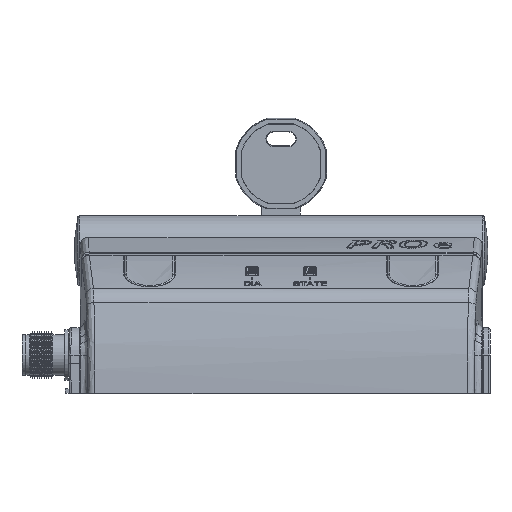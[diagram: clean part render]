
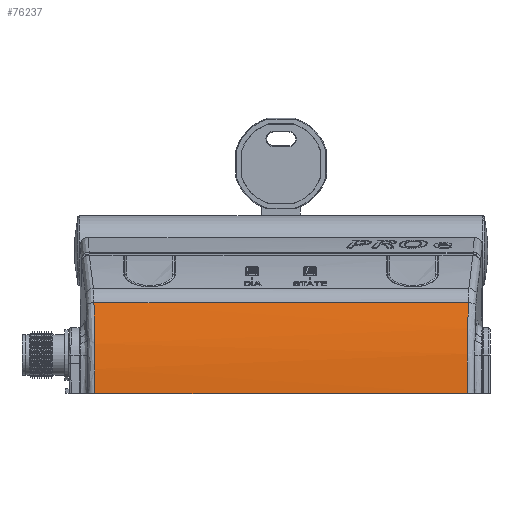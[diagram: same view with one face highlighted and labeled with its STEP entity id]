
A CAD part, left-side view. The second image highlights one B-rep face of the part: STEP entity #76237.
In plain terms, the highlighted cylindrical face has radius 86.5 mm (diameter 173 mm), a partial arc.
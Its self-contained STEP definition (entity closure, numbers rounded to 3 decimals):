
#4332=B_SPLINE_CURVE_WITH_KNOTS($,3,(#110665,#110666,#110667,#110668),
 .UNSPECIFIED.,.F.,.F.,(4,4),(0.,1.),.UNSPECIFIED.);
#4333=B_SPLINE_CURVE_WITH_KNOTS($,3,(#110671,#110672,#110673,#110674),
 .UNSPECIFIED.,.F.,.F.,(4,4),(0.,1.),.UNSPECIFIED.);
#7092=FACE_OUTER_BOUND($,#11909,.T.);
#11909=EDGE_LOOP($,(#51204,#51205,#51206,#51207));
#16949=LINE($,#110663,#22567);
#16950=LINE($,#110670,#22568);
#22567=VECTOR($,#88906,96.785);
#22568=VECTOR($,#88907,96.305);
#31830=VERTEX_POINT($,#110661);
#31831=VERTEX_POINT($,#110662);
#31832=VERTEX_POINT($,#110664);
#31833=VERTEX_POINT($,#110669);
#39235=EDGE_CURVE($,#31830,#31831,#16949,.T.);
#39236=EDGE_CURVE($,#31831,#31832,#4332,.T.);
#39237=EDGE_CURVE($,#31832,#31833,#16950,.T.);
#39238=EDGE_CURVE($,#31833,#31830,#4333,.T.);
#51204=ORIENTED_EDGE($,*,*,#39235,.T.);
#51205=ORIENTED_EDGE($,*,*,#39236,.T.);
#51206=ORIENTED_EDGE($,*,*,#39237,.T.);
#51207=ORIENTED_EDGE($,*,*,#39238,.T.);
#74999=CYLINDRICAL_SURFACE($,#81160,86.5);
#76237=ADVANCED_FACE($,(#7092),#74999,.T.);
#81160=AXIS2_PLACEMENT_3D($,#110660,#88904,#88905);
#88904=DIRECTION('center_axis',(0.,1.,0.));
#88905=DIRECTION('ref_axis',(0.,0.,1.));
#88906=DIRECTION($,(0.,1.,0.));
#88907=DIRECTION($,(0.,-1.,0.));
#110660=CARTESIAN_POINT('Origin',(44.5,148.,0.));
#110661=CARTESIAN_POINT('',(-38.735,151.607,23.54));
#110662=CARTESIAN_POINT('',(-38.735,248.393,23.54));
#110663=CARTESIAN_POINT($,(-38.735,148.,23.54));
#110664=CARTESIAN_POINT('',(-42.,248.153,0.));
#110665=CARTESIAN_POINT('Ctrl Pts',(-38.735,248.393,
23.54));
#110666=CARTESIAN_POINT('Ctrl Pts',(-40.991,248.233,
15.566));
#110667=CARTESIAN_POINT('Ctrl Pts',(-42.,248.153,7.607));
#110668=CARTESIAN_POINT('Ctrl Pts',(-42.,248.153,0.));
#110669=CARTESIAN_POINT('',(-42.,151.847,0.));
#110670=CARTESIAN_POINT($,(-42.,148.,0.));
#110671=CARTESIAN_POINT('Ctrl Pts',(-42.,151.847,0.));
#110672=CARTESIAN_POINT('Ctrl Pts',(-42.,151.847,7.607));
#110673=CARTESIAN_POINT('Ctrl Pts',(-40.991,151.767,
15.566));
#110674=CARTESIAN_POINT('Ctrl Pts',(-38.735,151.607,
23.54));
